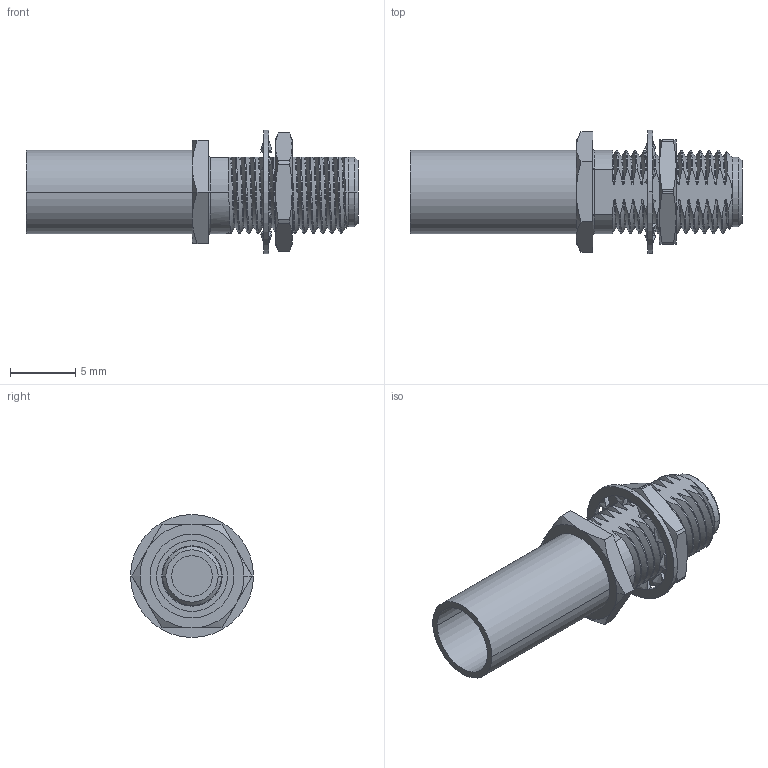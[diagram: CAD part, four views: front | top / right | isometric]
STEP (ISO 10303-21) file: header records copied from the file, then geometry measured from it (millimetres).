
FILE_DESCRIPTION (( 'STEP AP203' ), '1' );
FILE_NAME ('PE4420.step', '2019-05-17T15:04:34', ( '' ), ( '' ), 'SwSTEP 2.0', 'SolidWorks 2018', '' );
FILE_SCHEMA (( 'CONFIG_CONTROL_DESIGN' ));
Length unit declared in the file: inch
Products named in the file (1): PE4420
Bounding box: 25.35 x 9.4 x 9.4 mm (x, y, z)
Volume: 556.2 mm3; surface area: 1344.4 mm2
Topology: 5 solids, 5 shells, 256 faces, 726 edges, 484 vertices
Faces by surface type: bspline 85, cylinder 84, plane 44, cone 36, torus 7
Entity records: 24922 total; most frequent: CARTESIAN_POINT 19252, ORIENTED_EDGE 1448, DIRECTION 833, EDGE_CURVE 724, VERTEX_POINT 484, AXIS2_PLACEMENT_3D 335, EDGE_LOOP 270, B_SPLINE_CURVE_WITH_KNOTS 259
